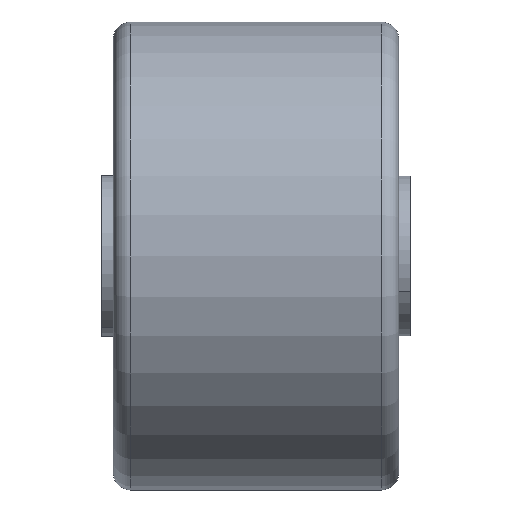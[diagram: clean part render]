
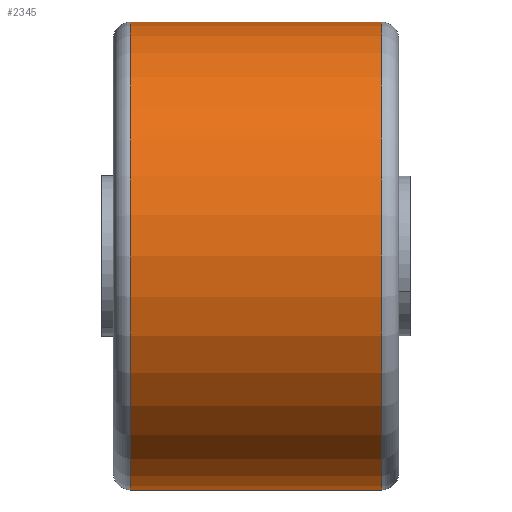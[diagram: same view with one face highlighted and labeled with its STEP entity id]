
A CAD part, front view. The second image highlights one B-rep face of the part: STEP entity #2345.
In plain terms, the highlighted cylindrical face has radius 41 mm (diameter 82 mm), a partial arc.
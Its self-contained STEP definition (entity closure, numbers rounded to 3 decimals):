
#35 = AXIS2_PLACEMENT_3D ( 'NONE', #257, #1537, #438 ) ;
#103 = VERTEX_POINT ( 'NONE', #1136 ) ;
#257 = CARTESIAN_POINT ( 'NONE',  ( 47., 0., 0. ) ) ;
#394 = DIRECTION ( 'NONE',  ( -1., 0., 0. ) ) ;
#419 = EDGE_LOOP ( 'NONE', ( #1493, #765, #1613, #1581 ) ) ;
#438 = DIRECTION ( 'NONE',  ( 0., 0., 1. ) ) ;
#461 = AXIS2_PLACEMENT_3D ( 'NONE', #1887, #591, #609 ) ;
#468 = CARTESIAN_POINT ( 'NONE',  ( 47., 0., -41. ) ) ;
#591 = DIRECTION ( 'NONE',  ( -1., 0., 0. ) ) ;
#609 = DIRECTION ( 'NONE',  ( 0., 0., 1. ) ) ;
#633 = DIRECTION ( 'NONE',  ( 1., 0., 0. ) ) ;
#651 = AXIS2_PLACEMENT_3D ( 'NONE', #1736, #633, #1920 ) ;
#686 = CARTESIAN_POINT ( 'NONE',  ( 47., 0., 41. ) ) ;
#765 = ORIENTED_EDGE ( 'NONE', *, *, #1677, .T. ) ;
#857 = LINE ( 'NONE', #2263, #1841 ) ;
#897 = CYLINDRICAL_SURFACE ( 'NONE', #461, 41. ) ;
#923 = CIRCLE ( 'NONE', #35, 41. ) ;
#1136 = CARTESIAN_POINT ( 'NONE',  ( 3., 0., 41. ) ) ;
#1142 = FACE_OUTER_BOUND ( 'NONE', #419, .T. ) ;
#1286 = VERTEX_POINT ( 'NONE', #686 ) ;
#1493 = ORIENTED_EDGE ( 'NONE', *, *, #2243, .F. ) ;
#1497 = CARTESIAN_POINT ( 'NONE',  ( 0., 0., -41. ) ) ;
#1537 = DIRECTION ( 'NONE',  ( -1., 0., 0. ) ) ;
#1581 = ORIENTED_EDGE ( 'NONE', *, *, #1759, .T. ) ;
#1613 = ORIENTED_EDGE ( 'NONE', *, *, #1627, .T. ) ;
#1627 = EDGE_CURVE ( 'NONE', #1286, #103, #857, .T. ) ;
#1676 = CARTESIAN_POINT ( 'NONE',  ( 3., 0., -41. ) ) ;
#1677 = EDGE_CURVE ( 'NONE', #1800, #1286, #923, .T. ) ;
#1736 = CARTESIAN_POINT ( 'NONE',  ( 3., 0., 0. ) ) ;
#1759 = EDGE_CURVE ( 'NONE', #103, #2228, #2213, .T. ) ;
#1800 = VERTEX_POINT ( 'NONE', #468 ) ;
#1841 = VECTOR ( 'NONE', #2061, 1000. ) ;
#1851 = VECTOR ( 'NONE', #394, 1000. ) ;
#1887 = CARTESIAN_POINT ( 'NONE',  ( 0., 0., 0. ) ) ;
#1920 = DIRECTION ( 'NONE',  ( 0., 0., -1. ) ) ;
#2061 = DIRECTION ( 'NONE',  ( -1., 0., 0. ) ) ;
#2213 = CIRCLE ( 'NONE', #651, 41. ) ;
#2228 = VERTEX_POINT ( 'NONE', #1676 ) ;
#2243 = EDGE_CURVE ( 'NONE', #1800, #2228, #2346, .T. ) ;
#2263 = CARTESIAN_POINT ( 'NONE',  ( 0., 0., 41. ) ) ;
#2345 = ADVANCED_FACE ( 'NONE', ( #1142 ), #897, .T. ) ;
#2346 = LINE ( 'NONE', #1497, #1851 ) ;
